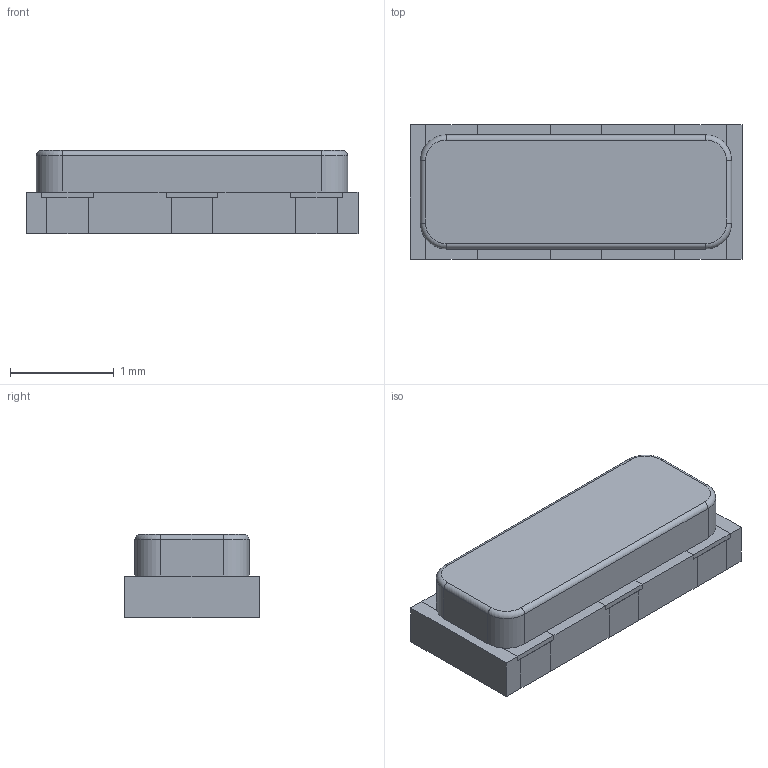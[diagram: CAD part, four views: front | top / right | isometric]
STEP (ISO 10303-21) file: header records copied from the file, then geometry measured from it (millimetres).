
FILE_DESCRIPTION (( 'STEP AP214' ), '1' );
FILE_NAME ('CSTNE8M00GH5C000R0.STEP', '2022-11-28T03:03:49', ( '' ), ( '' ), 'SwSTEP 2.0', 'SolidWorks 2022', '' );
FILE_SCHEMA (( 'AUTOMOTIVE_DESIGN' ));
Length unit declared in the file: millimetre
Products named in the file (1): CSTNE8M00GH5C000R0
Bounding box: 3.2 x 1.3 x 0.8 mm (x, y, z)
Volume: 3 mm3; surface area: 31.5 mm2
Topology: 11 solids, 11 shells, 90 faces, 196 edges, 128 vertices
Faces by surface type: plane 78, cylinder 8, torus 4
Entity records: 3464 total; most frequent: CARTESIAN_POINT 415, DIRECTION 398, ORIENTED_EDGE 392, EDGE_CURVE 196, LINE 176, VECTOR 176, VERTEX_POINT 128, AXIS2_PLACEMENT_3D 111
